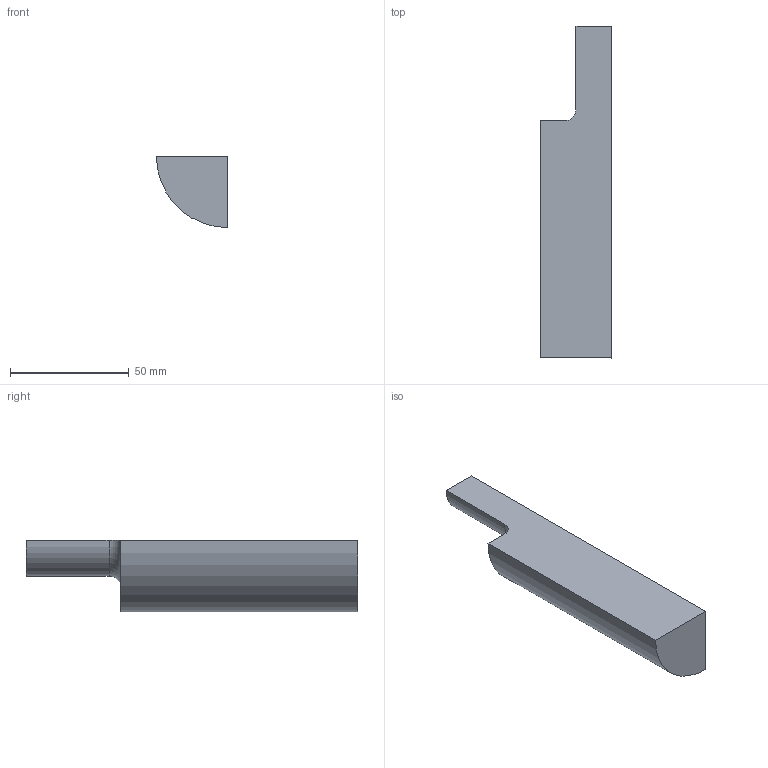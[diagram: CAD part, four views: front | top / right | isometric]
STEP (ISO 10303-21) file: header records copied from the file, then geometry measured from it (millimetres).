
FILE_DESCRIPTION((''),'2;1');
FILE_NAME('SYMMETRIE_03','2025-12-05T16:18:43',('kerstin.kiy'),(''),'CREO PARAMETRIC BY PTC INC, 2023424','CREO PARAMETRIC BY PTC INC, 2023424','');
FILE_SCHEMA(('AUTOMOTIVE_DESIGN { 1 0 10303 214 1 1 1 1 }'));
Length unit declared in the file: millimetre
Products named in the file (1): SYMMETRIE_03
Bounding box: 30 x 140 x 30 mm (x, y, z)
Volume: 77890.2 mm3; surface area: 14231.5 mm2
Topology: 1 solids, 1 shells, 8 faces, 18 edges, 12 vertices
Faces by surface type: plane 5, cylinder 2, torus 1
Entity records: 513 total; most frequent: DIRECTION 67, CARTESIAN_POINT 57, ORIENTED_EDGE 36, PROPERTY_DEFINITION 28, REPRESENTATION 27, PROPERTY_DEFINITION_REPRESENTATION 27, AXIS2_PLACEMENT_3D 25, GENERAL_PROPERTY 19
